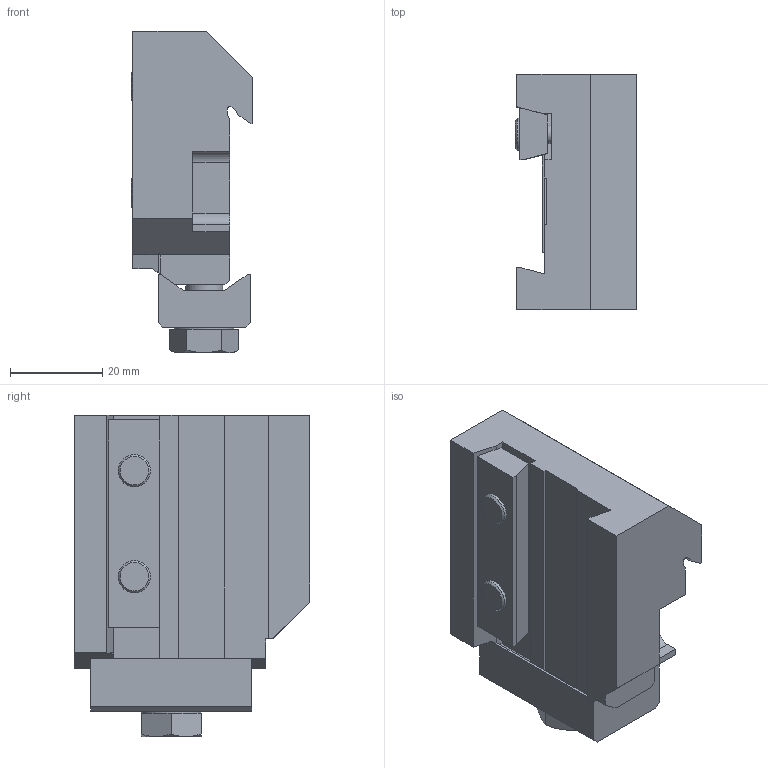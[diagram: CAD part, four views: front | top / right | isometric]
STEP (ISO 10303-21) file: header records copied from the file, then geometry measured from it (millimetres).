
FILE_DESCRIPTION(/* description */ (''),/* implementation_level */ '2;1');
FILE_NAME(/* name */ '10010419952_stp.stp',/* time_stamp */ '2017-03-02T08:53:03+01:00',/* author */ (''),/* organization */ (''),/* preprocessor_version */ 'ST-DEVELOPER v15',/* originating_system */ 'SIEMENS PLM Software NX 9.0',/* authorisation */ '');
FILE_SCHEMA (('AUTOMOTIVE_DESIGN { 1 0 10303 214 3 1 1 1 }'));
Length unit declared in the file: millimetre
Products named in the file (1): krei0888A9416bnd
Bounding box: 26.3 x 51 x 69.69 mm (x, y, z)
Volume: 55116 mm3; surface area: 14377.6 mm2
Topology: 1 solids, 1 shells, 95 faces, 252 edges, 162 vertices
Faces by surface type: plane 77, cylinder 10, cone 8
Full cylindrical faces by diameter (mm): 4 x2, 7 x2, 8 x1, 13 x1
Entity records: 2867 total; most frequent: CARTESIAN_POINT 528, ORIENTED_EDGE 478, DIRECTION 453, EDGE_CURVE 239, LINE 193, VECTOR 193, VERTEX_POINT 157, AXIS2_PLACEMENT_3D 130
